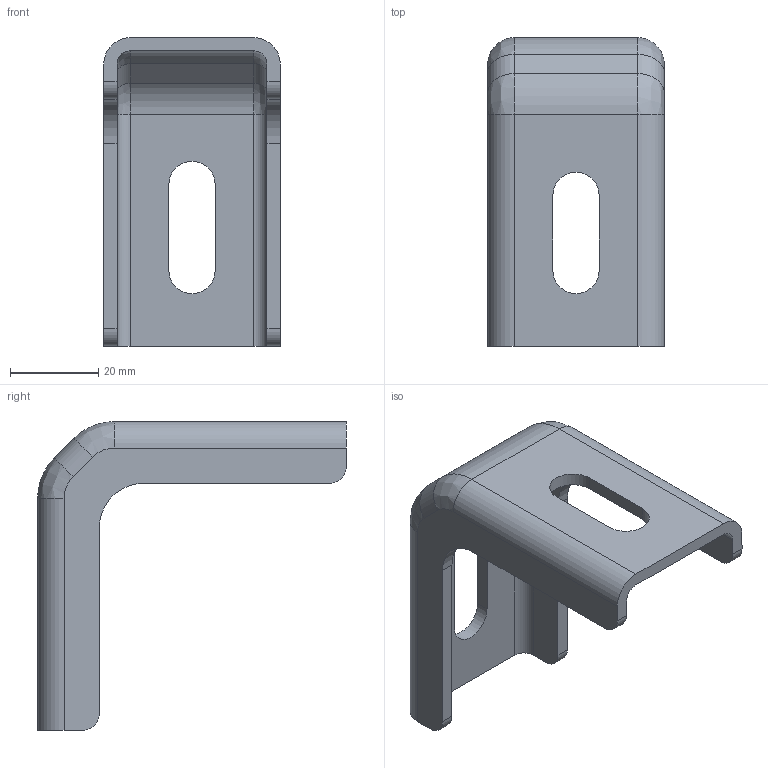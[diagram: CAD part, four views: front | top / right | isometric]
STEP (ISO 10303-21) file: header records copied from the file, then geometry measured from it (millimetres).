
FILE_DESCRIPTION (( 'STEP AP214' ), '1' );
FILE_NAME ('Rexnord-S0704-S0704-684892 (WITHOUT LIP).STEP', '2021-07-23T13:58:57', ( '' ), ( '' ), 'SwSTEP 2.0', 'SolidWorks 2021', '' );
FILE_SCHEMA (( 'AUTOMOTIVE_DESIGN' ));
Length unit declared in the file: millimetre
Products named in the file (2): Rexnord-S0704-S0704-684892 (WITHOUT LIP)_BRACKET_NO LIP; Rexnord-S0704-S0704-684892 (WITHOUT LIP)
Assembly tree (1 placements, depth 2):
  Rexnord-S0704-S0704-684892 (WITHOUT LIP)
    Rexnord-S0704-S0704-684892 (WITHOUT LIP)_BRACKET_NO LIP
Bounding box: 40 x 70 x 70 mm (x, y, z)
Volume: 20217.5 mm3; surface area: 14879.2 mm2
Topology: 1 solids, 1 shells, 54 faces, 140 edges, 88 vertices
Faces by surface type: cylinder 26, plane 20, bspline 8
Entity records: 1922 total; most frequent: CARTESIAN_POINT 534, DIRECTION 284, ORIENTED_EDGE 280, EDGE_CURVE 140, AXIS2_PLACEMENT_3D 102, VERTEX_POINT 88, VECTOR 80, LINE 80
